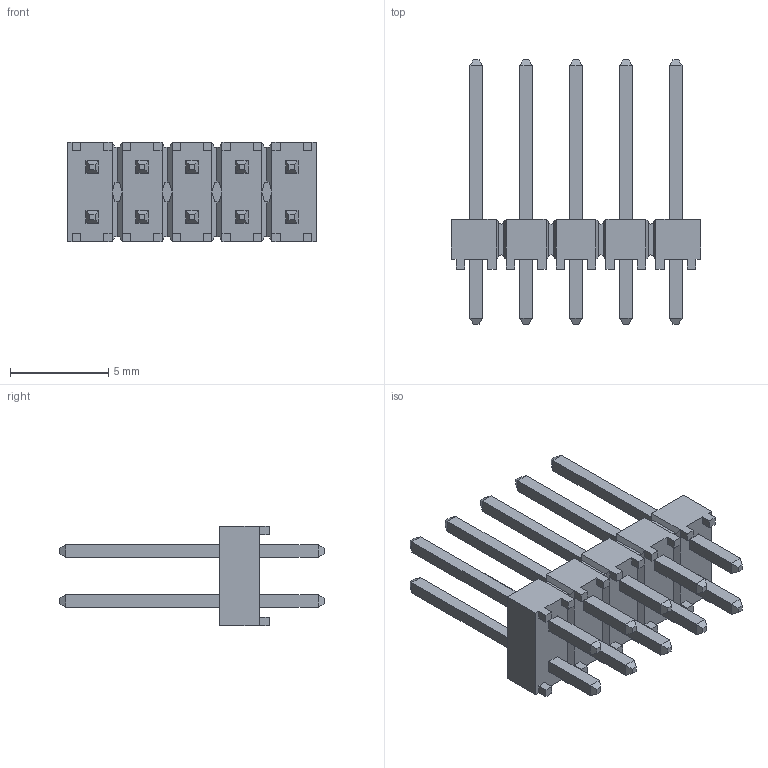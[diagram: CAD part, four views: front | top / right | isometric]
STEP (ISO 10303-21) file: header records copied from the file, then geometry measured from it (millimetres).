
FILE_DESCRIPTION(/* description */ ('STEP AP214'),/* implementation_level */ '2;1');
FILE_NAME(/* name */ 'TSW-105-14-T-D',/* time_stamp */ '2024-09-23T12:05:36+02:00',/* author */ ('License CC BY-ND 4.0'),/* organization */ ('CADENAS'),/* preprocessor_version */ 'ST-DEVELOPER v19.3',/* originating_system */ 'PARTsolutions',/* authorisation */ ' ');
FILE_SCHEMA (('AUTOMOTIVE_DESIGN {1 0 10303 214 3 1 1}'));
Length unit declared in the file: inch
Products named in the file (3): TSW-105-14-T-D; TSW-105-14-T-D_body; T-1S6-08-TSW-1-14-5-D
Assembly tree (2 placements, depth 2):
  TSW-105-14-T-D
    TSW-105-14-T-D_body
    T-1S6-08-TSW-1-14-5-D
Bounding box: 12.7 x 13.46 x 5.08 mm (x, y, z)
Volume: 175.7 mm3; surface area: 696.4 mm2
Topology: 2 solids, 2 shells, 408 faces, 1016 edges, 624 vertices
Faces by surface type: plane 408
Entity records: 11794 total; most frequent: CARTESIAN_POINT 2051, ORIENTED_EDGE 2032, DIRECTION 1838, EDGE_CURVE 1016, LINE 1016, VECTOR 1016, VERTEX_POINT 624, EDGE_LOOP 448
